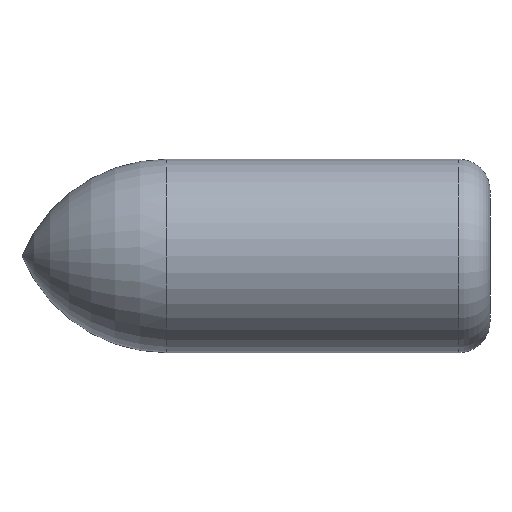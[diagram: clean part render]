
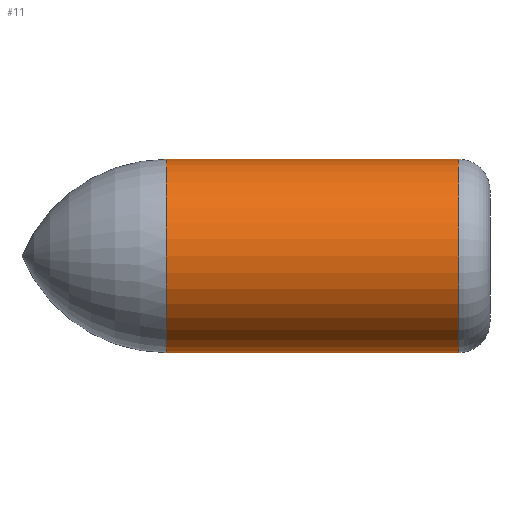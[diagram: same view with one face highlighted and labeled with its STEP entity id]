
A CAD part, left-side view. The second image highlights one B-rep face of the part: STEP entity #11.
In plain terms, the highlighted cylindrical face has radius 3.1 mm (diameter 6.2 mm), a partial arc.
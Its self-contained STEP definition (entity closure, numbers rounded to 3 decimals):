
#11 = ADVANCED_FACE ( 'NONE', ( #53 ), #34, .T. ) ;
#34 = CYLINDRICAL_SURFACE ( 'NONE', #285, 3.1 ) ;
#43 = VECTOR ( 'NONE', #203, 1000. ) ;
#44 = EDGE_LOOP ( 'NONE', ( #356, #312, #324, #346 ) ) ;
#52 = CIRCLE ( 'NONE', #276, 3.1 ) ;
#53 = FACE_OUTER_BOUND ( 'NONE', #44, .T. ) ;
#80 = CIRCLE ( 'NONE', #297, 3.1 ) ;
#83 = VECTOR ( 'NONE', #163, 1000. ) ;
#91 = LINE ( 'NONE', #137, #83 ) ;
#108 = LINE ( 'NONE', #177, #43 ) ;
#118 = DIRECTION ( 'NONE',  ( 0., -1., 0. ) ) ;
#121 = DIRECTION ( 'NONE',  ( 0., 0., -1. ) ) ;
#129 = CARTESIAN_POINT ( 'NONE',  ( 0., 10.375, 3.1 ) ) ;
#131 = CARTESIAN_POINT ( 'NONE',  ( 0., 1., -3.1 ) ) ;
#137 = CARTESIAN_POINT ( 'NONE',  ( 0., 0., -3.1 ) ) ;
#139 = CARTESIAN_POINT ( 'NONE',  ( 0., 1., 3.1 ) ) ;
#143 = DIRECTION ( 'NONE',  ( 0., 0., -1. ) ) ;
#146 = CARTESIAN_POINT ( 'NONE',  ( 0., 10.375, 0. ) ) ;
#150 = CARTESIAN_POINT ( 'NONE',  ( 0., 10.375, -3.1 ) ) ;
#163 = DIRECTION ( 'NONE',  ( 0., -1., 0. ) ) ;
#166 = DIRECTION ( 'NONE',  ( 0., -1., 0. ) ) ;
#167 = CARTESIAN_POINT ( 'NONE',  ( 0., 1., 0. ) ) ;
#177 = CARTESIAN_POINT ( 'NONE',  ( 0., 0., 3.1 ) ) ;
#185 = DIRECTION ( 'NONE',  ( 0., 0., -1. ) ) ;
#203 = DIRECTION ( 'NONE',  ( 0., -1., 0. ) ) ;
#206 = DIRECTION ( 'NONE',  ( 0., -1., 0. ) ) ;
#213 = CARTESIAN_POINT ( 'NONE',  ( 0., 0., 0. ) ) ;
#265 = EDGE_CURVE ( 'NONE', #361, #303, #108, .T. ) ;
#275 = EDGE_CURVE ( 'NONE', #361, #349, #52, .T. ) ;
#276 = AXIS2_PLACEMENT_3D ( 'NONE', #146, #166, #143 ) ;
#278 = EDGE_CURVE ( 'NONE', #303, #327, #80, .T. ) ;
#285 = AXIS2_PLACEMENT_3D ( 'NONE', #213, #206, #185 ) ;
#296 = EDGE_CURVE ( 'NONE', #349, #327, #91, .T. ) ;
#297 = AXIS2_PLACEMENT_3D ( 'NONE', #167, #118, #121 ) ;
#303 = VERTEX_POINT ( 'NONE', #139 ) ;
#312 = ORIENTED_EDGE ( 'NONE', *, *, #275, .T. ) ;
#324 = ORIENTED_EDGE ( 'NONE', *, *, #296, .T. ) ;
#327 = VERTEX_POINT ( 'NONE', #131 ) ;
#346 = ORIENTED_EDGE ( 'NONE', *, *, #278, .F. ) ;
#349 = VERTEX_POINT ( 'NONE', #150 ) ;
#356 = ORIENTED_EDGE ( 'NONE', *, *, #265, .F. ) ;
#361 = VERTEX_POINT ( 'NONE', #129 ) ;
